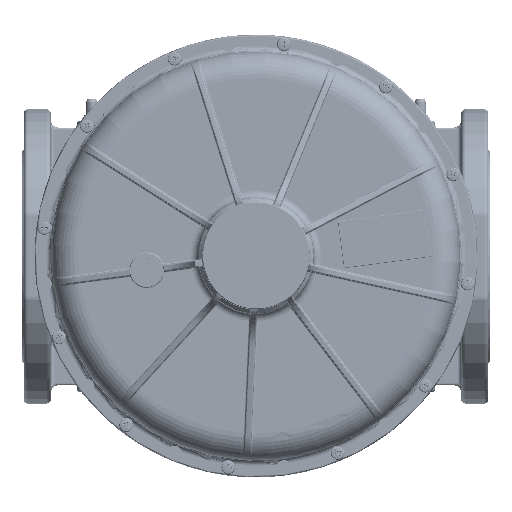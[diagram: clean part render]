
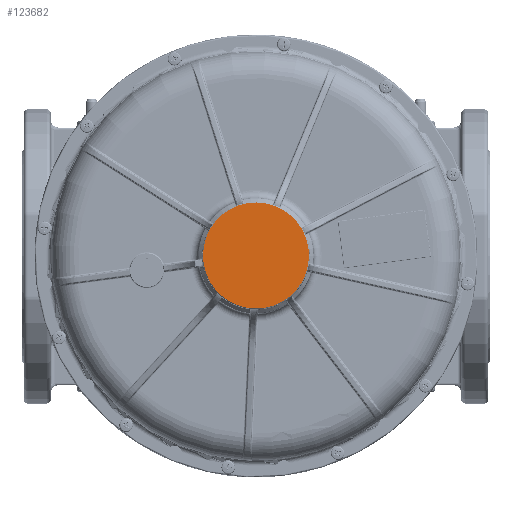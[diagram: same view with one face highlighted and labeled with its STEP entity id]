
A CAD part, top view. The second image highlights one B-rep face of the part: STEP entity #123682.
In plain terms, the highlighted face is planar.
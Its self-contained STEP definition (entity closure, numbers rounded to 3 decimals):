
#123483=CARTESIAN_POINT('',(0.,17.186,0.));
#123484=DIRECTION('',(0.,1.,0.));
#123485=DIRECTION('',(-1.,0.,0.));
#123486=AXIS2_PLACEMENT_3D('',#123483,#123484,#123485);
#123488=CARTESIAN_POINT('',(0.,17.186,0.));
#123489=DIRECTION('',(0.,1.,0.));
#123490=DIRECTION('',(1.,0.,0.));
#123491=AXIS2_PLACEMENT_3D('',#123488,#123489,#123490);
#123655=CARTESIAN_POINT('',(-39.5,17.186,0.));
#123656=CARTESIAN_POINT('',(39.5,17.186,0.));
#123657=VERTEX_POINT('',#123655);
#123658=VERTEX_POINT('',#123656);
#123671=CARTESIAN_POINT('',(0.,17.186,0.));
#123672=DIRECTION('',(0.,1.,0.));
#123673=DIRECTION('',(1.,0.,0.));
#123674=AXIS2_PLACEMENT_3D('',#123671,#123672,#123673);
#123675=PLANE('',#123674);
#123677=ORIENTED_EDGE('',*,*,#123676,.F.);
#123679=ORIENTED_EDGE('',*,*,#123678,.F.);
#123680=EDGE_LOOP('',(#123677,#123679));
#123681=FACE_OUTER_BOUND('',#123680,.F.);
#123682=ADVANCED_FACE('',(#123681),#123675,.T.);
#123487=CIRCLE('',#123486,39.5);
#123492=CIRCLE('',#123491,39.5);
#123676=EDGE_CURVE('',#123657,#123658,#123487,.T.);
#123678=EDGE_CURVE('',#123658,#123657,#123492,.T.);
